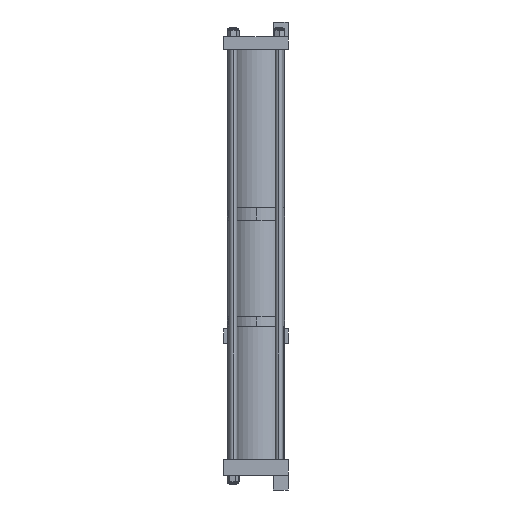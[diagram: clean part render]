
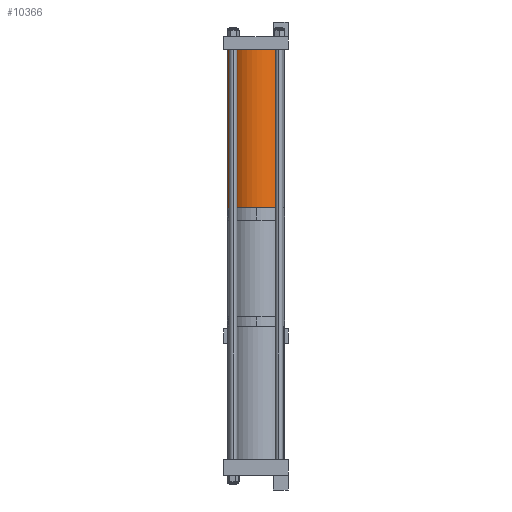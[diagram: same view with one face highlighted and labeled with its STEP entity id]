
A CAD part, left-side view. The second image highlights one B-rep face of the part: STEP entity #10366.
In plain terms, the highlighted cylindrical face has radius 73.025 mm (diameter 146.05 mm), a partial arc.
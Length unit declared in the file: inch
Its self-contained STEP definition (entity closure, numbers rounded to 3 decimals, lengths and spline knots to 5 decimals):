
#482 = VECTOR ( 'NONE', #14283, 39.37008 ) ;
#674 = EDGE_CURVE ( 'NONE', #10618, #13454, #2759, .T. ) ;
#727 = FACE_OUTER_BOUND ( 'NONE', #14291, .T. ) ;
#2135 = CIRCLE ( 'NONE', #10161, 2.875 ) ;
#2759 = LINE ( 'NONE', #11800, #4081 ) ;
#3121 = EDGE_CURVE ( 'NONE', #6969, #7007, #13184, .T. ) ;
#3679 = CARTESIAN_POINT ( 'NONE',  ( -2.875, 0., 0. ) ) ;
#3716 = DIRECTION ( 'NONE',  ( 1., 0., 0. ) ) ;
#3730 = CYLINDRICAL_SURFACE ( 'NONE', #15617, 2.875 ) ;
#3905 = ORIENTED_EDGE ( 'NONE', *, *, #14285, .T. ) ;
#4081 = VECTOR ( 'NONE', #4431, 39.37008 ) ;
#4419 = DIRECTION ( 'NONE',  ( 1., 0., 0. ) ) ;
#4431 = DIRECTION ( 'NONE',  ( 0., 0., -1. ) ) ;
#4884 = ORIENTED_EDGE ( 'NONE', *, *, #3121, .T. ) ;
#5589 = CARTESIAN_POINT ( 'NONE',  ( 2.875, 0., 15.965 ) ) ;
#6724 = CARTESIAN_POINT ( 'NONE',  ( 2.875, 0., 0. ) ) ;
#6734 = CIRCLE ( 'NONE', #11587, 2.875 ) ;
#6969 = VERTEX_POINT ( 'NONE', #15203 ) ;
#7007 = VERTEX_POINT ( 'NONE', #6724 ) ;
#7212 = DIRECTION ( 'NONE',  ( -1., 0., 0. ) ) ;
#7428 = DIRECTION ( 'NONE',  ( 0., 0., 1. ) ) ;
#7713 = CARTESIAN_POINT ( 'NONE',  ( -2.875, 0., 15.965 ) ) ;
#8733 = ORIENTED_EDGE ( 'NONE', *, *, #674, .F. ) ;
#9376 = ORIENTED_EDGE ( 'NONE', *, *, #12279, .F. ) ;
#10161 = AXIS2_PLACEMENT_3D ( 'NONE', #13059, #10452, #4419 ) ;
#10366 = ADVANCED_FACE ( 'NONE', ( #727 ), #3730, .T. ) ;
#10452 = DIRECTION ( 'NONE',  ( 0., 0., 1. ) ) ;
#10618 = VERTEX_POINT ( 'NONE', #7713 ) ;
#10627 = CARTESIAN_POINT ( 'NONE',  ( 0., 0., 15.965 ) ) ;
#11587 = AXIS2_PLACEMENT_3D ( 'NONE', #12329, #7428, #3716 ) ;
#11800 = CARTESIAN_POINT ( 'NONE',  ( -2.875, 0., 15.965 ) ) ;
#12279 = EDGE_CURVE ( 'NONE', #6969, #10618, #6734, .T. ) ;
#12329 = CARTESIAN_POINT ( 'NONE',  ( 0., 0., 15.965 ) ) ;
#13059 = CARTESIAN_POINT ( 'NONE',  ( 0., 0., 0. ) ) ;
#13184 = LINE ( 'NONE', #5589, #482 ) ;
#13454 = VERTEX_POINT ( 'NONE', #3679 ) ;
#14283 = DIRECTION ( 'NONE',  ( 0., 0., -1. ) ) ;
#14285 = EDGE_CURVE ( 'NONE', #7007, #13454, #2135, .T. ) ;
#14291 = EDGE_LOOP ( 'NONE', ( #9376, #4884, #3905, #8733 ) ) ;
#14293 = DIRECTION ( 'NONE',  ( 0., 0., -1. ) ) ;
#15203 = CARTESIAN_POINT ( 'NONE',  ( 2.875, 0., 15.965 ) ) ;
#15617 = AXIS2_PLACEMENT_3D ( 'NONE', #10627, #14293, #7212 ) ;
